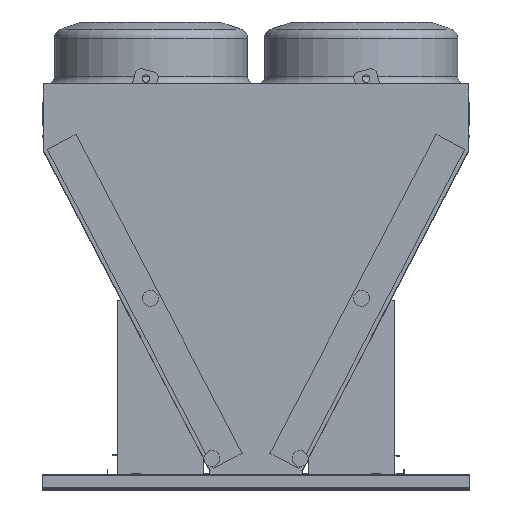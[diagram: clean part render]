
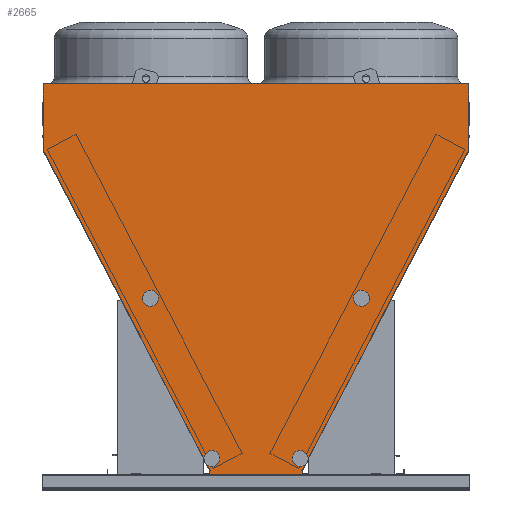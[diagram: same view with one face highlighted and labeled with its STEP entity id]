
A CAD part, top view. The second image highlights one B-rep face of the part: STEP entity #2665.
In plain terms, the highlighted planar face has unit normal (0, 0, 1).
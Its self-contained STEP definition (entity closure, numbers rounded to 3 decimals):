
#313 = EDGE_CURVE ( 'NONE', #1381, #9780, #11643, .T. ) ;
#333 = DIRECTION ( 'NONE',  ( 0.462, -0.887, 0. ) ) ;
#358 = EDGE_CURVE ( 'NONE', #658, #15328, #21650, .T. ) ;
#441 = EDGE_CURVE ( 'NONE', #11997, #9074, #9308, .T. ) ;
#658 = VERTEX_POINT ( 'NONE', #20579 ) ;
#775 = VECTOR ( 'NONE', #4527, 1000. ) ;
#825 = EDGE_CURVE ( 'NONE', #7933, #7454, #11623, .T. ) ;
#864 = LINE ( 'NONE', #21724, #10280 ) ;
#929 = CARTESIAN_POINT ( 'NONE',  ( 245.39, 20.232, 0. ) ) ;
#1179 = VECTOR ( 'NONE', #12497, 1000. ) ;
#1381 = VERTEX_POINT ( 'NONE', #7786 ) ;
#1618 = VECTOR ( 'NONE', #333, 1000. ) ;
#1644 = CARTESIAN_POINT ( 'NONE',  ( 279.893, 0., 0. ) ) ;
#1989 = CARTESIAN_POINT ( 'NONE',  ( 279.893, 1.482, 0. ) ) ;
#2469 = CARTESIAN_POINT ( 'NONE',  ( 246.893, 17.358, 0. ) ) ;
#2471 = ORIENTED_EDGE ( 'NONE', *, *, #11756, .T. ) ;
#2560 = CARTESIAN_POINT ( 'NONE',  ( -246.893, 17.358, 0. ) ) ;
#2572 = VERTEX_POINT ( 'NONE', #6292 ) ;
#2651 = DIRECTION ( 'NONE',  ( 0., -1., 0. ) ) ;
#2665 = ADVANCED_FACE ( 'NONE', ( #19484 ), #2843, .F. ) ;
#2738 = CARTESIAN_POINT ( 'NONE',  ( -1127.739, 1711.053, 0. ) ) ;
#2843 = PLANE ( 'NONE',  #9866 ) ;
#3214 = CARTESIAN_POINT ( 'NONE',  ( -279.893, 0., 0. ) ) ;
#3264 = EDGE_CURVE ( 'NONE', #22759, #10756, #5878, .T. ) ;
#3267 = DIRECTION ( 'NONE',  ( 0., 1., 0. ) ) ;
#3360 = VERTEX_POINT ( 'NONE', #21835 ) ;
#3390 = ORIENTED_EDGE ( 'NONE', *, *, #5962, .T. ) ;
#3804 = CARTESIAN_POINT ( 'NONE',  ( 1136.15, 2083.62, 0. ) ) ;
#3815 = VERTEX_POINT ( 'NONE', #2469 ) ;
#3900 = LINE ( 'NONE', #10077, #23367 ) ;
#3902 = LINE ( 'NONE', #1644, #13347 ) ;
#4001 = CARTESIAN_POINT ( 'NONE',  ( -1127.739, 1711.053, 0. ) ) ;
#4026 = EDGE_CURVE ( 'NONE', #3815, #658, #15592, .T. ) ;
#4126 = DIRECTION ( 'NONE',  ( 0., 1., 0. ) ) ;
#4234 = CARTESIAN_POINT ( 'NONE',  ( 246.893, 1.482, 0. ) ) ;
#4248 = CARTESIAN_POINT ( 'NONE',  ( 1126.218, 1711.776, 0. ) ) ;
#4527 = DIRECTION ( 'NONE',  ( 0., -1., 0. ) ) ;
#4783 = LINE ( 'NONE', #21107, #23655 ) ;
#4829 = DIRECTION ( 'NONE',  ( -1., 0., 0. ) ) ;
#4995 = EDGE_CURVE ( 'NONE', #7454, #14256, #7907, .T. ) ;
#5487 = LINE ( 'NONE', #13871, #14949 ) ;
#5651 = VECTOR ( 'NONE', #2651, 1000. ) ;
#5800 = VERTEX_POINT ( 'NONE', #12496 ) ;
#5878 = LINE ( 'NONE', #17784, #21520 ) ;
#5962 = EDGE_CURVE ( 'NONE', #9074, #3360, #3902, .T. ) ;
#6159 = ORIENTED_EDGE ( 'NONE', *, *, #21351, .T. ) ;
#6177 = CARTESIAN_POINT ( 'NONE',  ( -245.403, 20.223, 0. ) ) ;
#6241 = LINE ( 'NONE', #13927, #5651 ) ;
#6252 = ORIENTED_EDGE ( 'NONE', *, *, #16432, .T. ) ;
#6292 = CARTESIAN_POINT ( 'NONE',  ( -246.893, 1.482, 0. ) ) ;
#6392 = VECTOR ( 'NONE', #15155, 1000. ) ;
#6531 = ORIENTED_EDGE ( 'NONE', *, *, #441, .T. ) ;
#6626 = VECTOR ( 'NONE', #19512, 1000. ) ;
#6627 = DIRECTION ( 'NONE',  ( 0., 0., -1. ) ) ;
#6641 = ORIENTED_EDGE ( 'NONE', *, *, #825, .T. ) ;
#6918 = EDGE_CURVE ( 'NONE', #16051, #3815, #4783, .T. ) ;
#7044 = EDGE_CURVE ( 'NONE', #9780, #2572, #6241, .T. ) ;
#7323 = DIRECTION ( 'NONE',  ( 0., 1., 0. ) ) ;
#7373 = CARTESIAN_POINT ( 'NONE',  ( 1127.607, 1711.053, 0. ) ) ;
#7454 = VERTEX_POINT ( 'NONE', #16934 ) ;
#7610 = ORIENTED_EDGE ( 'NONE', *, *, #3264, .T. ) ;
#7696 = EDGE_LOOP ( 'NONE', ( #6159, #6641, #10140, #2471, #10804, #15850, #19045, #12099, #6531, #3390, #8398, #15584, #10307, #21492, #6252, #16322, #18954, #7610 ) ) ;
#7786 = CARTESIAN_POINT ( 'NONE',  ( -245.403, 20.223, 0. ) ) ;
#7907 = LINE ( 'NONE', #2738, #22337 ) ;
#7933 = VERTEX_POINT ( 'NONE', #24019 ) ;
#8047 = CARTESIAN_POINT ( 'NONE',  ( -1126.246, 1711.83, 0. ) ) ;
#8107 = DIRECTION ( 'NONE',  ( 0.462, -0.887, 0. ) ) ;
#8398 = ORIENTED_EDGE ( 'NONE', *, *, #10227, .T. ) ;
#9074 = VERTEX_POINT ( 'NONE', #18988 ) ;
#9162 = CARTESIAN_POINT ( 'NONE',  ( -279.893, 1.482, 0. ) ) ;
#9201 = VERTEX_POINT ( 'NONE', #10025 ) ;
#9308 = LINE ( 'NONE', #19915, #23144 ) ;
#9597 = LINE ( 'NONE', #6177, #23423 ) ;
#9780 = VERTEX_POINT ( 'NONE', #12115 ) ;
#9866 = AXIS2_PLACEMENT_3D ( 'NONE', #23529, #6627, #19802 ) ;
#10025 = CARTESIAN_POINT ( 'NONE',  ( 1127.607, 1711.053, 0. ) ) ;
#10077 = CARTESIAN_POINT ( 'NONE',  ( -279.893, 0., 0. ) ) ;
#10140 = ORIENTED_EDGE ( 'NONE', *, *, #4995, .T. ) ;
#10227 = EDGE_CURVE ( 'NONE', #3360, #16051, #16402, .T. ) ;
#10280 = VECTOR ( 'NONE', #4829, 1000. ) ;
#10307 = ORIENTED_EDGE ( 'NONE', *, *, #4026, .T. ) ;
#10416 = VECTOR ( 'NONE', #13046, 1000. ) ;
#10756 = VERTEX_POINT ( 'NONE', #16834 ) ;
#10771 = LINE ( 'NONE', #21419, #775 ) ;
#10804 = ORIENTED_EDGE ( 'NONE', *, *, #313, .T. ) ;
#10831 = EDGE_CURVE ( 'NONE', #5800, #22759, #19044, .T. ) ;
#11623 = LINE ( 'NONE', #4001, #1618 ) ;
#11643 = LINE ( 'NONE', #2560, #6626 ) ;
#11756 = EDGE_CURVE ( 'NONE', #14256, #1381, #9597, .T. ) ;
#11997 = VERTEX_POINT ( 'NONE', #3214 ) ;
#12099 = ORIENTED_EDGE ( 'NONE', *, *, #16726, .T. ) ;
#12115 = CARTESIAN_POINT ( 'NONE',  ( -246.893, 17.358, 0. ) ) ;
#12497 = DIRECTION ( 'NONE',  ( -0.463, 0.886, 0. ) ) ;
#12496 = CARTESIAN_POINT ( 'NONE',  ( 1136.15, 1727.462, 0. ) ) ;
#12507 = EDGE_CURVE ( 'NONE', #2572, #21576, #864, .T. ) ;
#13046 = DIRECTION ( 'NONE',  ( 0.887, -0.462, 0. ) ) ;
#13347 = VECTOR ( 'NONE', #7323, 1000. ) ;
#13871 = CARTESIAN_POINT ( 'NONE',  ( 1127.607, 1711.053, 0. ) ) ;
#13927 = CARTESIAN_POINT ( 'NONE',  ( -246.893, 17.358, 0. ) ) ;
#14075 = DIRECTION ( 'NONE',  ( 0.462, 0.887, 0. ) ) ;
#14154 = DIRECTION ( 'NONE',  ( 1., 0., 0. ) ) ;
#14256 = VERTEX_POINT ( 'NONE', #8047 ) ;
#14555 = CARTESIAN_POINT ( 'NONE',  ( 1136.15, 2083.62, 0. ) ) ;
#14949 = VECTOR ( 'NONE', #21374, 1000. ) ;
#15155 = DIRECTION ( 'NONE',  ( -1., 0., 0. ) ) ;
#15328 = VERTEX_POINT ( 'NONE', #4248 ) ;
#15584 = ORIENTED_EDGE ( 'NONE', *, *, #6918, .T. ) ;
#15592 = LINE ( 'NONE', #23788, #1179 ) ;
#15850 = ORIENTED_EDGE ( 'NONE', *, *, #7044, .T. ) ;
#15910 = DIRECTION ( 'NONE',  ( -1., 0., 0. ) ) ;
#15916 = DIRECTION ( 'NONE',  ( 0.887, 0.462, 0. ) ) ;
#15995 = LINE ( 'NONE', #7373, #10416 ) ;
#16051 = VERTEX_POINT ( 'NONE', #4234 ) ;
#16322 = ORIENTED_EDGE ( 'NONE', *, *, #20685, .T. ) ;
#16402 = LINE ( 'NONE', #1989, #6392 ) ;
#16432 = EDGE_CURVE ( 'NONE', #15328, #9201, #15995, .T. ) ;
#16726 = EDGE_CURVE ( 'NONE', #21576, #11997, #3900, .T. ) ;
#16834 = CARTESIAN_POINT ( 'NONE',  ( -1136.282, 2083.62, 0. ) ) ;
#16934 = CARTESIAN_POINT ( 'NONE',  ( -1127.739, 1711.053, 0. ) ) ;
#17784 = CARTESIAN_POINT ( 'NONE',  ( -1136.282, 2083.62, 0. ) ) ;
#18954 = ORIENTED_EDGE ( 'NONE', *, *, #10831, .T. ) ;
#18988 = CARTESIAN_POINT ( 'NONE',  ( 279.893, 0., 0. ) ) ;
#19044 = LINE ( 'NONE', #14555, #23476 ) ;
#19045 = ORIENTED_EDGE ( 'NONE', *, *, #12507, .T. ) ;
#19484 = FACE_OUTER_BOUND ( 'NONE', #7696, .T. ) ;
#19512 = DIRECTION ( 'NONE',  ( -0.461, -0.887, 0. ) ) ;
#19802 = DIRECTION ( 'NONE',  ( -1., 0., 0. ) ) ;
#19882 = VECTOR ( 'NONE', #14075, 1000. ) ;
#19915 = CARTESIAN_POINT ( 'NONE',  ( 279.893, 0., 0. ) ) ;
#20579 = CARTESIAN_POINT ( 'NONE',  ( 245.39, 20.232, 0. ) ) ;
#20685 = EDGE_CURVE ( 'NONE', #9201, #5800, #5487, .T. ) ;
#21107 = CARTESIAN_POINT ( 'NONE',  ( 246.893, 17.358, 0. ) ) ;
#21346 = DIRECTION ( 'NONE',  ( 0., -1., 0. ) ) ;
#21351 = EDGE_CURVE ( 'NONE', #10756, #7933, #10771, .T. ) ;
#21374 = DIRECTION ( 'NONE',  ( 0.462, 0.887, 0. ) ) ;
#21419 = CARTESIAN_POINT ( 'NONE',  ( -1136.282, 1727.462, 0. ) ) ;
#21492 = ORIENTED_EDGE ( 'NONE', *, *, #358, .T. ) ;
#21520 = VECTOR ( 'NONE', #15910, 1000. ) ;
#21576 = VERTEX_POINT ( 'NONE', #9162 ) ;
#21650 = LINE ( 'NONE', #929, #19882 ) ;
#21724 = CARTESIAN_POINT ( 'NONE',  ( -279.893, 1.482, 0. ) ) ;
#21835 = CARTESIAN_POINT ( 'NONE',  ( 279.893, 1.482, 0. ) ) ;
#22337 = VECTOR ( 'NONE', #15916, 1000. ) ;
#22759 = VERTEX_POINT ( 'NONE', #3804 ) ;
#23144 = VECTOR ( 'NONE', #14154, 1000. ) ;
#23367 = VECTOR ( 'NONE', #21346, 1000. ) ;
#23423 = VECTOR ( 'NONE', #8107, 1000. ) ;
#23476 = VECTOR ( 'NONE', #3267, 1000. ) ;
#23529 = CARTESIAN_POINT ( 'NONE',  ( 0., 0., 0. ) ) ;
#23655 = VECTOR ( 'NONE', #4126, 1000. ) ;
#23788 = CARTESIAN_POINT ( 'NONE',  ( 246.893, 17.358, 0. ) ) ;
#24019 = CARTESIAN_POINT ( 'NONE',  ( -1136.282, 1727.462, 0. ) ) ;
